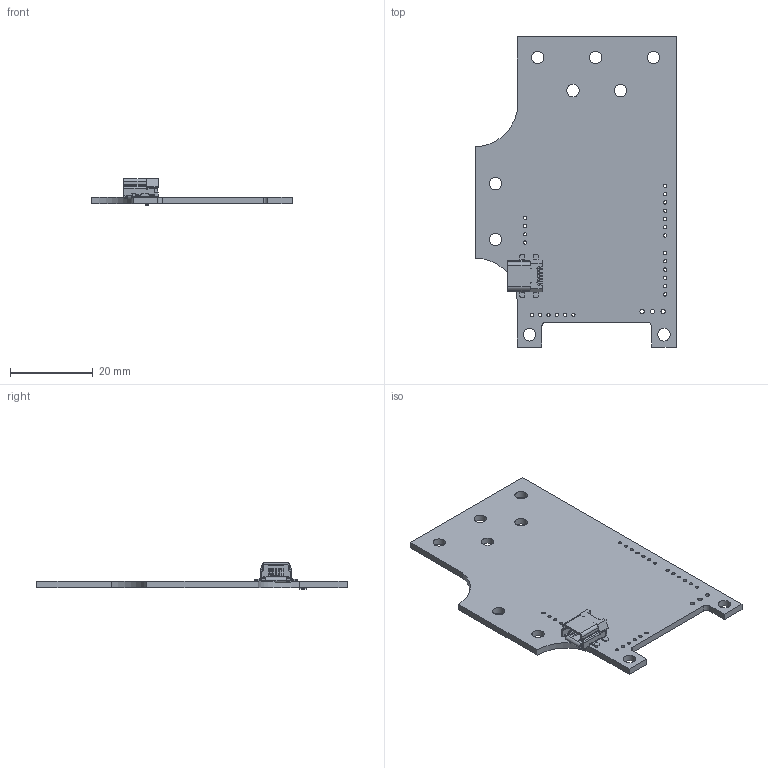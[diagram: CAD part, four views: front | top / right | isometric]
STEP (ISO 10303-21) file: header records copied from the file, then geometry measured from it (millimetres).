
FILE_DESCRIPTION(('KiCad electronic assembly'),'2;1');
FILE_NAME('BLDC_4.step','2024-11-23T02:20:56',('Pcbnew'),('Kicad'), 'Open CASCADE STEP processor 7.8','KiCad to STEP converter','Unknown' );
FILE_SCHEMA(('AUTOMOTIVE_DESIGN { 1 0 10303 214 1 1 1 1 }'));
Length unit declared in the file: millimetre
Products named in the file (6): BLDC_4 1; UX60R-MB-5ST-STEP; UX60R-MB-5ST001; c_0603; Document; BLDC_4_PCB
Assembly tree (5 placements, depth 3):
  BLDC_4 1
    UX60R-MB-5ST-STEP
      UX60R-MB-5ST001
    c_0603
      Document
    BLDC_4_PCB
Bounding box: 48.52 x 75 x 6.45 mm (x, y, z)
Volume: 4857.9 mm3; surface area: 7148.4 mm2
Topology: 2 solids, 54 shells, 764 faces, 2248 edges, 1534 vertices
Faces by surface type: plane 533, cylinder 197, bspline 30, cone 4
Full cylindrical faces by diameter (mm): 0.8 x23, 1 x2, 1.016 x3, 3 x5, 3.048 x4
Entity records: 30853 total; most frequent: CARTESIAN_POINT 5686, ORIENTED_EDGE 4320, DIRECTION 3950, EDGE_CURVE 2240, LINE 1650, VECTOR 1650, VERTEX_POINT 1534, AXIS2_PLACEMENT_3D 1150
